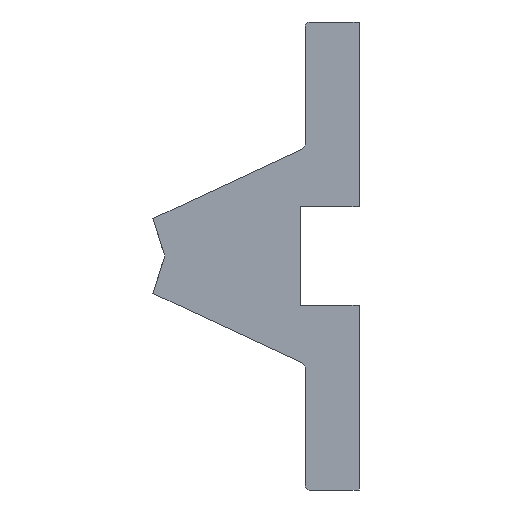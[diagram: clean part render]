
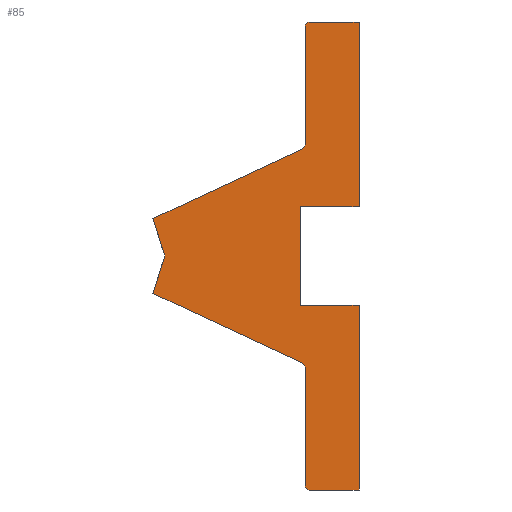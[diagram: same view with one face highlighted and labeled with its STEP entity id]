
A CAD part, left-side view. The second image highlights one B-rep face of the part: STEP entity #85.
In plain terms, the highlighted planar face has unit normal (-1, 0, 0).
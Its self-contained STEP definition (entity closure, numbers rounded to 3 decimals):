
#85 = ADVANCED_FACE( '', ( #210 ), #211, .F. );
#210 = FACE_OUTER_BOUND( '', #376, .T. );
#211 = PLANE( '', #377 );
#376 = EDGE_LOOP( '', ( #597, #598, #599, #600, #601, #602, #603, #604, #605, #606, #607, #608, #609, #610, #611, #612, #613 ) );
#377 = AXIS2_PLACEMENT_3D( '', #614, #615, #616 );
#597 = ORIENTED_EDGE( '', *, *, #901, .F. );
#598 = ORIENTED_EDGE( '', *, *, #878, .F. );
#599 = ORIENTED_EDGE( '', *, *, #902, .F. );
#600 = ORIENTED_EDGE( '', *, *, #888, .T. );
#601 = ORIENTED_EDGE( '', *, *, #903, .F. );
#602 = ORIENTED_EDGE( '', *, *, #904, .F. );
#603 = ORIENTED_EDGE( '', *, *, #866, .F. );
#604 = ORIENTED_EDGE( '', *, *, #905, .F. );
#605 = ORIENTED_EDGE( '', *, *, #893, .T. );
#606 = ORIENTED_EDGE( '', *, *, #852, .F. );
#607 = ORIENTED_EDGE( '', *, *, #906, .F. );
#608 = ORIENTED_EDGE( '', *, *, #883, .F. );
#609 = ORIENTED_EDGE( '', *, *, #907, .F. );
#610 = ORIENTED_EDGE( '', *, *, #908, .F. );
#611 = ORIENTED_EDGE( '', *, *, #841, .F. );
#612 = ORIENTED_EDGE( '', *, *, #909, .F. );
#613 = ORIENTED_EDGE( '', *, *, #831, .F. );
#614 = CARTESIAN_POINT( '', ( 0., 5.5, -25.5 ) );
#615 = DIRECTION( '', ( 1., 0., 0. ) );
#616 = DIRECTION( '', ( 0., 0., -1. ) );
#831 = EDGE_CURVE( '', #973, #974, #975, .T. );
#841 = EDGE_CURVE( '', #992, #993, #994, .T. );
#852 = EDGE_CURVE( '', #1013, #1014, #1015, .T. );
#866 = EDGE_CURVE( '', #1038, #1040, #1041, .T. );
#878 = EDGE_CURVE( '', #1061, #1062, #1063, .T. );
#883 = EDGE_CURVE( '', #1070, #1071, #1072, .T. );
#888 = EDGE_CURVE( '', #1079, #1080, #1081, .T. );
#893 = EDGE_CURVE( '', #1088, #1014, #1089, .T. );
#901 = EDGE_CURVE( '', #1062, #973, #1100, .T. );
#902 = EDGE_CURVE( '', #1079, #1061, #1101, .T. );
#903 = EDGE_CURVE( '', #1102, #1080, #1103, .T. );
#904 = EDGE_CURVE( '', #1040, #1102, #1104, .T. );
#905 = EDGE_CURVE( '', #1088, #1038, #1105, .T. );
#906 = EDGE_CURVE( '', #1071, #1013, #1106, .T. );
#907 = EDGE_CURVE( '', #1107, #1070, #1108, .T. );
#908 = EDGE_CURVE( '', #993, #1107, #1109, .T. );
#909 = EDGE_CURVE( '', #974, #992, #1110, .T. );
#973 = VERTEX_POINT( '', #1185 );
#974 = VERTEX_POINT( '', #1186 );
#975 = LINE( '', #1187, #1188 );
#992 = VERTEX_POINT( '', #1208 );
#993 = VERTEX_POINT( '', #1209 );
#994 = LINE( '', #1210, #1211 );
#1013 = VERTEX_POINT( '', #1233 );
#1014 = VERTEX_POINT( '', #1234 );
#1015 = LINE( '', #1235, #1236 );
#1038 = VERTEX_POINT( '', #1264 );
#1040 = VERTEX_POINT( '', #1267 );
#1041 = LINE( '', #1268, #1269 );
#1061 = VERTEX_POINT( '', #1295 );
#1062 = VERTEX_POINT( '', #1296 );
#1063 = CIRCLE( '', #1297, 0.5 );
#1070 = VERTEX_POINT( '', #1306 );
#1071 = VERTEX_POINT( '', #1307 );
#1072 = LINE( '', #1308, #1309 );
#1079 = VERTEX_POINT( '', #1319 );
#1080 = VERTEX_POINT( '', #1320 );
#1081 = CIRCLE( '', #1321, 0.5 );
#1088 = VERTEX_POINT( '', #1330 );
#1089 = CIRCLE( '', #1331, 0.5 );
#1100 = LINE( '', #1343, #1344 );
#1101 = LINE( '', #1345, #1346 );
#1102 = VERTEX_POINT( '', #1347 );
#1103 = LINE( '', #1348, #1349 );
#1104 = LINE( '', #1350, #1351 );
#1105 = LINE( '', #1352, #1353 );
#1106 = CIRCLE( '', #1354, 0.5 );
#1107 = VERTEX_POINT( '', #1355 );
#1108 = LINE( '', #1356, #1357 );
#1109 = LINE( '', #1358, #1359 );
#1110 = LINE( '', #1360, #1361 );
#1185 = CARTESIAN_POINT( '', ( 0., 0., 26. ) );
#1186 = CARTESIAN_POINT( '', ( 0., 0., 5.5 ) );
#1187 = CARTESIAN_POINT( '', ( 0., 0., 26. ) );
#1188 = VECTOR( '', #1450, 1000. );
#1208 = CARTESIAN_POINT( '', ( 0., 6.5, 5.5 ) );
#1209 = CARTESIAN_POINT( '', ( 0., 6.5, -5.5 ) );
#1210 = CARTESIAN_POINT( '', ( 0., 6.5, 5.5 ) );
#1211 = VECTOR( '', #1469, 1000. );
#1233 = CARTESIAN_POINT( '', ( 0., 6., -25.5 ) );
#1234 = CARTESIAN_POINT( '', ( 0., 6., -12.35 ) );
#1235 = CARTESIAN_POINT( '', ( 0., 6., -25.5 ) );
#1236 = VECTOR( '', #1491, 1000. );
#1264 = CARTESIAN_POINT( '', ( 0., 22.902, -4.15 ) );
#1267 = CARTESIAN_POINT( '', ( 0., 21.593, 0. ) );
#1268 = CARTESIAN_POINT( '', ( 0., 22.902, -4.15 ) );
#1269 = VECTOR( '', #1513, 1000. );
#1295 = CARTESIAN_POINT( '', ( 0., 6., 25.5 ) );
#1296 = CARTESIAN_POINT( '', ( 0., 5.5, 26. ) );
#1297 = AXIS2_PLACEMENT_3D( '', #1532, #1533, #1534 );
#1306 = CARTESIAN_POINT( '', ( 0., 0., -26. ) );
#1307 = CARTESIAN_POINT( '', ( 0., 5.5, -26. ) );
#1308 = CARTESIAN_POINT( '', ( 0., 0., -26. ) );
#1309 = VECTOR( '', #1540, 1000. );
#1319 = CARTESIAN_POINT( '', ( 0., 6., 12.35 ) );
#1320 = CARTESIAN_POINT( '', ( 0., 6.289, 11.897 ) );
#1321 = AXIS2_PLACEMENT_3D( '', #1544, #1545, #1546 );
#1330 = CARTESIAN_POINT( '', ( 0., 6.289, -11.897 ) );
#1331 = AXIS2_PLACEMENT_3D( '', #1552, #1553, #1554 );
#1343 = CARTESIAN_POINT( '', ( 0., 5.5, 26. ) );
#1344 = VECTOR( '', #1565, 1000. );
#1345 = CARTESIAN_POINT( '', ( 0., 6., 12.35 ) );
#1346 = VECTOR( '', #1566, 1000. );
#1347 = CARTESIAN_POINT( '', ( 0., 22.902, 4.15 ) );
#1348 = CARTESIAN_POINT( '', ( 0., 22.902, 4.15 ) );
#1349 = VECTOR( '', #1567, 1000. );
#1350 = CARTESIAN_POINT( '', ( 0., 21.593, 0. ) );
#1351 = VECTOR( '', #1568, 1000. );
#1352 = CARTESIAN_POINT( '', ( 0., 6.289, -11.897 ) );
#1353 = VECTOR( '', #1569, 1000. );
#1354 = AXIS2_PLACEMENT_3D( '', #1570, #1571, #1572 );
#1355 = CARTESIAN_POINT( '', ( 0., 0., -5.5 ) );
#1356 = CARTESIAN_POINT( '', ( 0., 0., -5.5 ) );
#1357 = VECTOR( '', #1573, 1000. );
#1358 = CARTESIAN_POINT( '', ( 0., 6.5, -5.5 ) );
#1359 = VECTOR( '', #1574, 1000. );
#1360 = CARTESIAN_POINT( '', ( 0., 0., 5.5 ) );
#1361 = VECTOR( '', #1575, 1000. );
#1450 = DIRECTION( '', ( 0., 0., -1. ) );
#1469 = DIRECTION( '', ( 0., 0., -1. ) );
#1491 = DIRECTION( '', ( 0., 0., 1. ) );
#1513 = DIRECTION( '', ( 0., -0.301, 0.954 ) );
#1532 = CARTESIAN_POINT( '', ( 0., 5.5, 25.5 ) );
#1533 = DIRECTION( '', ( 1., 0., 0. ) );
#1534 = DIRECTION( '', ( 0., 0., -1. ) );
#1540 = DIRECTION( '', ( 0., 1., 0. ) );
#1544 = CARTESIAN_POINT( '', ( 0., 6.5, 12.35 ) );
#1545 = DIRECTION( '', ( 1., 0., 0. ) );
#1546 = DIRECTION( '', ( 0., 0., -1. ) );
#1552 = CARTESIAN_POINT( '', ( 0., 6.5, -12.35 ) );
#1553 = DIRECTION( '', ( 1., 0., 0. ) );
#1554 = DIRECTION( '', ( 0., 0., -1. ) );
#1565 = DIRECTION( '', ( 0., -1., 0. ) );
#1566 = DIRECTION( '', ( 0., 0., 1. ) );
#1567 = DIRECTION( '', ( 0., -0.906, 0.423 ) );
#1568 = DIRECTION( '', ( 0., 0.301, 0.954 ) );
#1569 = DIRECTION( '', ( 0., 0.906, 0.423 ) );
#1570 = CARTESIAN_POINT( '', ( 0., 5.5, -25.5 ) );
#1571 = DIRECTION( '', ( 1., 0., 0. ) );
#1572 = DIRECTION( '', ( 0., 0., -1. ) );
#1573 = DIRECTION( '', ( 0., 0., -1. ) );
#1574 = DIRECTION( '', ( 0., -1., 0. ) );
#1575 = DIRECTION( '', ( 0., 1., 0. ) );
